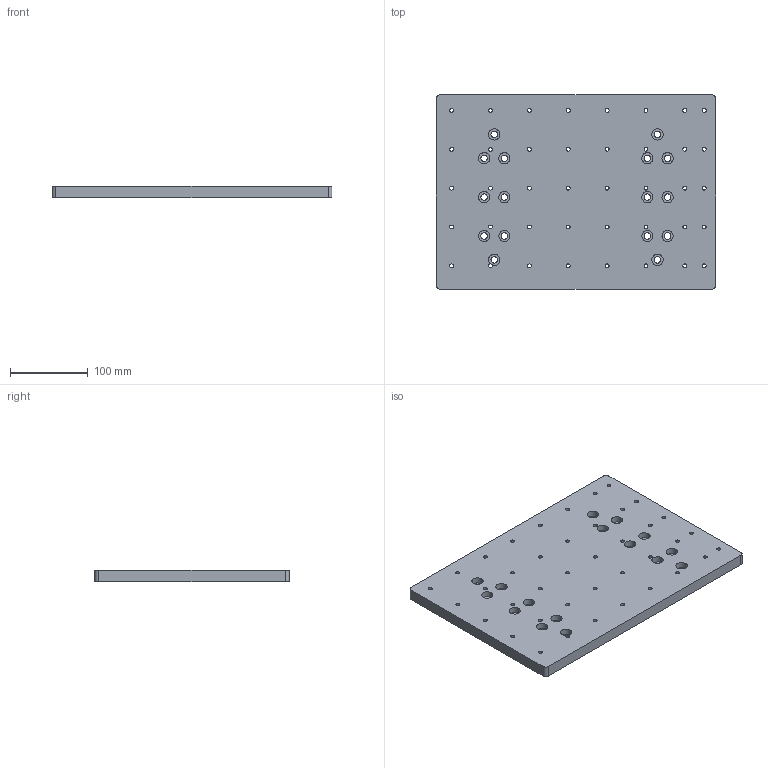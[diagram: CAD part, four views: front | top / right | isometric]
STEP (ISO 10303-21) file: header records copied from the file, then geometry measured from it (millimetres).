
FILE_DESCRIPTION(('CATIA V5 STEP Exchange','CAx-IF Rec.Pracs.--- Model Styling and Organization---1.4--- 2014-01-23','CAx-IF Rec.Pracs.---3D Tessellated Data Validation Properties---0.5---2014-09-14'),'2;1');
FILE_NAME('CN003.stp','2023-08-01T06:00:11+00:00',('none'),('none'),'CATIA Version 5-6 Release 2018','CATIA V5 STEP AP242','none');
FILE_SCHEMA(('AP242_MANAGED_MODEL_BASED_3D_ENGINEERING_MIM_LF {1 0 10303 442 1 1 4}'));
Length unit declared in the file: millimetre
Products named in the file (1): Squelette A4
Bounding box: 360 x 250 x 15 mm (x, y, z)
Volume: 1310565.8 mm3; surface area: 212943.3 mm2
Topology: 1 solids, 1 shells, 171 faces, 466 edges, 314 vertices
Faces by surface type: cylinder 149, plane 22
Entity records: 5117 total; most frequent: ORIENTED_EDGE 924, CARTESIAN_POINT 867, DIRECTION 634, EDGE_CURVE 462, AXIS2_PLACEMENT_3D 389, VERTEX_POINT 308, CIRCLE 304, EDGE_LOOP 298
